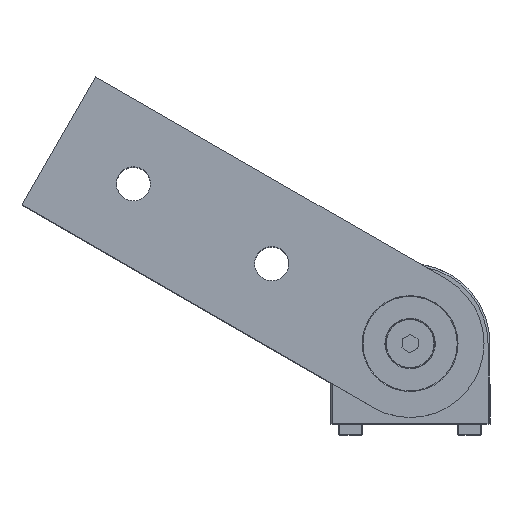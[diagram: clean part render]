
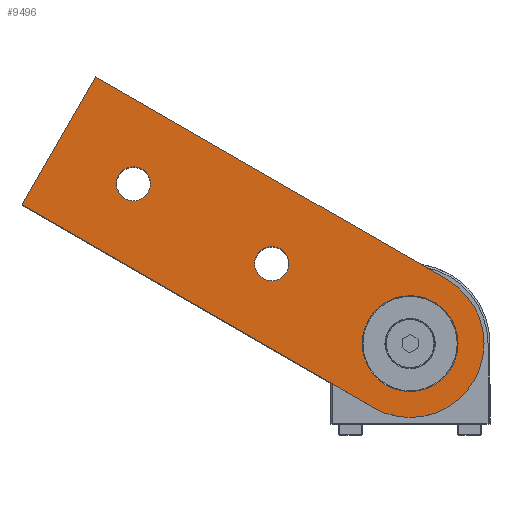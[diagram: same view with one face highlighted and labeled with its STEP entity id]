
A CAD part, top view. The second image highlights one B-rep face of the part: STEP entity #9496.
In plain terms, the highlighted planar face has unit normal (0, 0, 1).
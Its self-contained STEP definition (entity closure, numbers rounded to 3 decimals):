
#334 = FACE_BOUND ( 'NONE', #28191, .T. ) ;
#555 = ORIENTED_EDGE ( 'NONE', *, *, #12914, .T. ) ;
#693 = DIRECTION ( 'NONE',  ( 0., 0., -1. ) ) ;
#838 = DIRECTION ( 'NONE',  ( 0.866, -0.5, 0. ) ) ;
#1000 = CIRCLE ( 'NONE', #12233, 18.5 ) ;
#1186 = CARTESIAN_POINT ( 'NONE',  ( 9.25, 36.021, 25.751 ) ) ;
#2228 = EDGE_CURVE ( 'NONE', #13923, #16731, #4222, .T. ) ;
#3084 = CARTESIAN_POINT ( 'NONE',  ( 0., 20., 25.751 ) ) ;
#3836 = CARTESIAN_POINT ( 'NONE',  ( 0., 1.5, 25.751 ) ) ;
#4091 = EDGE_CURVE ( 'NONE', #10449, #25171, #20443, .T. ) ;
#4137 = ORIENTED_EDGE ( 'NONE', *, *, #8173, .F. ) ;
#4222 = LINE ( 'NONE', #6551, #15662 ) ;
#4436 = FACE_OUTER_BOUND ( 'NONE', #6017, .T. ) ;
#4647 = CARTESIAN_POINT ( 'NONE',  ( 0., 20., 25.751 ) ) ;
#5025 = CARTESIAN_POINT ( 'NONE',  ( -78.652, 86.771, 25.751 ) ) ;
#5286 = ORIENTED_EDGE ( 'NONE', *, *, #28200, .F. ) ;
#5438 = ORIENTED_EDGE ( 'NONE', *, *, #22751, .T. ) ;
#5449 = VERTEX_POINT ( 'NONE', #21906 ) ;
#5865 = ORIENTED_EDGE ( 'NONE', *, *, #2228, .F. ) ;
#5912 = DIRECTION ( 'NONE',  ( 0., -1., 0. ) ) ;
#6017 = EDGE_LOOP ( 'NONE', ( #5286, #19805, #5865, #4137, #20839 ) ) ;
#6259 = DIRECTION ( 'NONE',  ( 0., -1., 0. ) ) ;
#6532 = CIRCLE ( 'NONE', #20648, 4.25 ) ;
#6551 = CARTESIAN_POINT ( 'NONE',  ( -78.652, 86.771, 25.751 ) ) ;
#7219 = CIRCLE ( 'NONE', #23789, 4.25 ) ;
#7981 = CARTESIAN_POINT ( 'NONE',  ( -9.25, 3.979, 25.751 ) ) ;
#8173 = EDGE_CURVE ( 'NONE', #15074, #13923, #28647, .T. ) ;
#8290 = ORIENTED_EDGE ( 'NONE', *, *, #4091, .T. ) ;
#8454 = DIRECTION ( 'NONE',  ( 0., 0., -1. ) ) ;
#9200 = CIRCLE ( 'NONE', #27775, 18.5 ) ;
#9496 = ADVANCED_FACE ( 'NONE', ( #334, #16986, #10684, #4436 ), #14553, .T. ) ;
#10449 = VERTEX_POINT ( 'NONE', #13036 ) ;
#10684 = FACE_BOUND ( 'NONE', #16907, .T. ) ;
#10719 = CARTESIAN_POINT ( 'NONE',  ( -34.641, 40., 25.751 ) ) ;
#12233 = AXIS2_PLACEMENT_3D ( 'NONE', #3084, #693, #19649 ) ;
#12914 = EDGE_CURVE ( 'NONE', #26818, #5449, #6532, .T. ) ;
#13036 = CARTESIAN_POINT ( 'NONE',  ( -69.282, 64.25, 25.751 ) ) ;
#13154 = CIRCLE ( 'NONE', #23548, 12. ) ;
#13196 = DIRECTION ( 'NONE',  ( 0., -1., 0. ) ) ;
#13309 = AXIS2_PLACEMENT_3D ( 'NONE', #17670, #17378, #5912 ) ;
#13709 = EDGE_CURVE ( 'NONE', #23518, #19313, #22800, .T. ) ;
#13923 = VERTEX_POINT ( 'NONE', #19535 ) ;
#14332 = ORIENTED_EDGE ( 'NONE', *, *, #13709, .T. ) ;
#14553 = PLANE ( 'NONE',  #24847 ) ;
#14868 = DIRECTION ( 'NONE',  ( 0., 0., 1. ) ) ;
#15016 = VECTOR ( 'NONE', #838, 1000. ) ;
#15074 = VERTEX_POINT ( 'NONE', #7981 ) ;
#15423 = CARTESIAN_POINT ( 'NONE',  ( -69.282, 60., 25.751 ) ) ;
#15573 = VERTEX_POINT ( 'NONE', #1186 ) ;
#15582 = DIRECTION ( 'NONE',  ( 0., 0., -1. ) ) ;
#15648 = AXIS2_PLACEMENT_3D ( 'NONE', #10719, #15582, #30084 ) ;
#15662 = VECTOR ( 'NONE', #22818, 1000. ) ;
#16310 = EDGE_CURVE ( 'NONE', #19313, #23518, #13154, .T. ) ;
#16731 = VERTEX_POINT ( 'NONE', #5025 ) ;
#16897 = EDGE_CURVE ( 'NONE', #25171, #10449, #7219, .T. ) ;
#16907 = EDGE_LOOP ( 'NONE', ( #27809, #14332 ) ) ;
#16986 = FACE_BOUND ( 'NONE', #20312, .T. ) ;
#17070 = CARTESIAN_POINT ( 'NONE',  ( 9.25, 36.021, 25.751 ) ) ;
#17378 = DIRECTION ( 'NONE',  ( 0., 0., -1. ) ) ;
#17657 = AXIS2_PLACEMENT_3D ( 'NONE', #4647, #21018, #23411 ) ;
#17670 = CARTESIAN_POINT ( 'NONE',  ( -69.282, 60., 25.751 ) ) ;
#18019 = DIRECTION ( 'NONE',  ( 0., 0., -1. ) ) ;
#18356 = ORIENTED_EDGE ( 'NONE', *, *, #16897, .T. ) ;
#19313 = VERTEX_POINT ( 'NONE', #26004 ) ;
#19535 = CARTESIAN_POINT ( 'NONE',  ( -97.152, 54.729, 25.751 ) ) ;
#19649 = DIRECTION ( 'NONE',  ( 0., -1., 0. ) ) ;
#19805 = ORIENTED_EDGE ( 'NONE', *, *, #28697, .F. ) ;
#20312 = EDGE_LOOP ( 'NONE', ( #18356, #8290 ) ) ;
#20443 = CIRCLE ( 'NONE', #13309, 4.25 ) ;
#20487 = CARTESIAN_POINT ( 'NONE',  ( -34.641, 40., 25.751 ) ) ;
#20648 = AXIS2_PLACEMENT_3D ( 'NONE', #20487, #8454, #13196 ) ;
#20839 = ORIENTED_EDGE ( 'NONE', *, *, #27324, .F. ) ;
#20959 = DIRECTION ( 'NONE',  ( -0.866, 0.5, 0. ) ) ;
#21018 = DIRECTION ( 'NONE',  ( 0., 0., -1. ) ) ;
#21626 = DIRECTION ( 'NONE',  ( 0., 0., -1. ) ) ;
#21906 = CARTESIAN_POINT ( 'NONE',  ( -34.641, 44.25, 25.751 ) ) ;
#22258 = CARTESIAN_POINT ( 'NONE',  ( -34.641, 35.75, 25.751 ) ) ;
#22751 = EDGE_CURVE ( 'NONE', #5449, #26818, #28248, .T. ) ;
#22800 = CIRCLE ( 'NONE', #17657, 12. ) ;
#22801 = VERTEX_POINT ( 'NONE', #3836 ) ;
#22818 = DIRECTION ( 'NONE',  ( 0.5, 0.866, 0. ) ) ;
#23411 = DIRECTION ( 'NONE',  ( 0., -1., 0. ) ) ;
#23518 = VERTEX_POINT ( 'NONE', #25462 ) ;
#23548 = AXIS2_PLACEMENT_3D ( 'NONE', #24162, #21626, #24057 ) ;
#23789 = AXIS2_PLACEMENT_3D ( 'NONE', #15423, #30033, #6259 ) ;
#24057 = DIRECTION ( 'NONE',  ( 0., -1., 0. ) ) ;
#24084 = CARTESIAN_POINT ( 'NONE',  ( 0., 20., 25.751 ) ) ;
#24162 = CARTESIAN_POINT ( 'NONE',  ( 0., 20., 25.751 ) ) ;
#24572 = VECTOR ( 'NONE', #20959, 1000. ) ;
#24847 = AXIS2_PLACEMENT_3D ( 'NONE', #24084, #14868, #28761 ) ;
#25143 = LINE ( 'NONE', #17070, #15016 ) ;
#25171 = VERTEX_POINT ( 'NONE', #26723 ) ;
#25273 = CARTESIAN_POINT ( 'NONE',  ( -97.152, 54.729, 25.751 ) ) ;
#25462 = CARTESIAN_POINT ( 'NONE',  ( 0., 32., 25.751 ) ) ;
#26004 = CARTESIAN_POINT ( 'NONE',  ( 0., 8., 25.751 ) ) ;
#26723 = CARTESIAN_POINT ( 'NONE',  ( -69.282, 55.75, 25.751 ) ) ;
#26818 = VERTEX_POINT ( 'NONE', #22258 ) ;
#27324 = EDGE_CURVE ( 'NONE', #22801, #15074, #9200, .T. ) ;
#27547 = CARTESIAN_POINT ( 'NONE',  ( 0., 20., 25.751 ) ) ;
#27775 = AXIS2_PLACEMENT_3D ( 'NONE', #27547, #18019, #30136 ) ;
#27809 = ORIENTED_EDGE ( 'NONE', *, *, #16310, .T. ) ;
#28191 = EDGE_LOOP ( 'NONE', ( #555, #5438 ) ) ;
#28200 = EDGE_CURVE ( 'NONE', #15573, #22801, #1000, .T. ) ;
#28248 = CIRCLE ( 'NONE', #15648, 4.25 ) ;
#28647 = LINE ( 'NONE', #25273, #24572 ) ;
#28697 = EDGE_CURVE ( 'NONE', #16731, #15573, #25143, .T. ) ;
#28761 = DIRECTION ( 'NONE',  ( 0., -1., 0. ) ) ;
#30033 = DIRECTION ( 'NONE',  ( 0., 0., -1. ) ) ;
#30084 = DIRECTION ( 'NONE',  ( 0., -1., 0. ) ) ;
#30136 = DIRECTION ( 'NONE',  ( 0., -1., 0. ) ) ;
